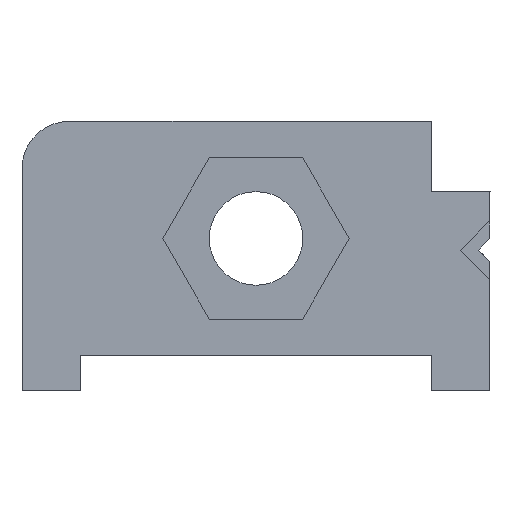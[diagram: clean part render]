
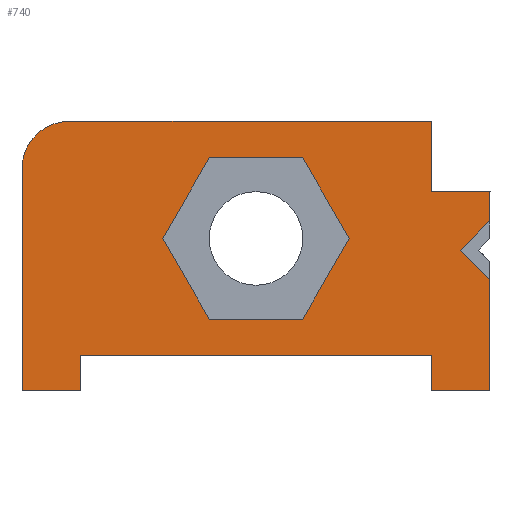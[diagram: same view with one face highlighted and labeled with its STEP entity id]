
A CAD part, left-side view. The second image highlights one B-rep face of the part: STEP entity #740.
In plain terms, the highlighted planar face has unit normal (-1, 0, 0).
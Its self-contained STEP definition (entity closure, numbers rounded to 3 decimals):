
#22=FACE_BOUND('',#69,.T.);
#27=FACE_OUTER_BOUND('',#68,.T.);
#68=EDGE_LOOP('',(#509,#510,#511,#512,#513,#514,#515,#516,#517,#518,#519,
#520,#521,#522));
#69=EDGE_LOOP('',(#523,#524,#525,#526,#527,#528));
#111=CIRCLE('',#797,2.);
#134=LINE('',#1081,#230);
#136=LINE('',#1085,#232);
#137=LINE('',#1087,#233);
#138=LINE('',#1089,#234);
#139=LINE('',#1091,#235);
#140=LINE('',#1093,#236);
#141=LINE('',#1095,#237);
#142=LINE('',#1097,#238);
#143=LINE('',#1101,#239);
#144=LINE('',#1103,#240);
#145=LINE('',#1105,#241);
#146=LINE('',#1107,#242);
#147=LINE('',#1108,#243);
#148=LINE('',#1111,#244);
#149=LINE('',#1113,#245);
#150=LINE('',#1115,#246);
#151=LINE('',#1117,#247);
#152=LINE('',#1119,#248);
#153=LINE('',#1120,#249);
#230=VECTOR('',#868,10.);
#232=VECTOR('',#872,10.);
#233=VECTOR('',#873,10.);
#234=VECTOR('',#874,10.);
#235=VECTOR('',#875,10.);
#236=VECTOR('',#876,10.);
#237=VECTOR('',#877,10.);
#238=VECTOR('',#878,10.);
#239=VECTOR('',#881,10.);
#240=VECTOR('',#882,10.);
#241=VECTOR('',#883,10.);
#242=VECTOR('',#884,10.);
#243=VECTOR('',#885,10.);
#244=VECTOR('',#886,10.);
#245=VECTOR('',#887,10.);
#246=VECTOR('',#888,10.);
#247=VECTOR('',#889,10.);
#248=VECTOR('',#890,10.);
#249=VECTOR('',#891,10.);
#327=VERTEX_POINT('',#1078);
#328=VERTEX_POINT('',#1080);
#329=VERTEX_POINT('',#1084);
#330=VERTEX_POINT('',#1086);
#331=VERTEX_POINT('',#1088);
#332=VERTEX_POINT('',#1090);
#333=VERTEX_POINT('',#1092);
#334=VERTEX_POINT('',#1094);
#335=VERTEX_POINT('',#1096);
#336=VERTEX_POINT('',#1098);
#337=VERTEX_POINT('',#1100);
#338=VERTEX_POINT('',#1102);
#339=VERTEX_POINT('',#1104);
#340=VERTEX_POINT('',#1106);
#341=VERTEX_POINT('',#1109);
#342=VERTEX_POINT('',#1110);
#343=VERTEX_POINT('',#1112);
#344=VERTEX_POINT('',#1114);
#345=VERTEX_POINT('',#1116);
#346=VERTEX_POINT('',#1118);
#399=EDGE_CURVE('',#328,#327,#134,.T.);
#401=EDGE_CURVE('',#329,#327,#136,.T.);
#402=EDGE_CURVE('',#330,#329,#137,.T.);
#403=EDGE_CURVE('',#330,#331,#138,.T.);
#404=EDGE_CURVE('',#332,#331,#139,.T.);
#405=EDGE_CURVE('',#332,#333,#140,.T.);
#406=EDGE_CURVE('',#333,#334,#141,.T.);
#407=EDGE_CURVE('',#334,#335,#142,.T.);
#408=EDGE_CURVE('',#336,#335,#111,.T.);
#409=EDGE_CURVE('',#337,#336,#143,.T.);
#410=EDGE_CURVE('',#338,#337,#144,.T.);
#411=EDGE_CURVE('',#339,#338,#145,.T.);
#412=EDGE_CURVE('',#339,#340,#146,.T.);
#413=EDGE_CURVE('',#328,#340,#147,.T.);
#414=EDGE_CURVE('',#341,#342,#148,.T.);
#415=EDGE_CURVE('',#342,#343,#149,.T.);
#416=EDGE_CURVE('',#343,#344,#150,.T.);
#417=EDGE_CURVE('',#344,#345,#151,.T.);
#418=EDGE_CURVE('',#345,#346,#152,.T.);
#419=EDGE_CURVE('',#346,#341,#153,.T.);
#509=ORIENTED_EDGE('',*,*,#399,.T.);
#510=ORIENTED_EDGE('',*,*,#401,.F.);
#511=ORIENTED_EDGE('',*,*,#402,.F.);
#512=ORIENTED_EDGE('',*,*,#403,.T.);
#513=ORIENTED_EDGE('',*,*,#404,.F.);
#514=ORIENTED_EDGE('',*,*,#405,.T.);
#515=ORIENTED_EDGE('',*,*,#406,.T.);
#516=ORIENTED_EDGE('',*,*,#407,.T.);
#517=ORIENTED_EDGE('',*,*,#408,.F.);
#518=ORIENTED_EDGE('',*,*,#409,.F.);
#519=ORIENTED_EDGE('',*,*,#410,.F.);
#520=ORIENTED_EDGE('',*,*,#411,.F.);
#521=ORIENTED_EDGE('',*,*,#412,.T.);
#522=ORIENTED_EDGE('',*,*,#413,.F.);
#523=ORIENTED_EDGE('',*,*,#414,.T.);
#524=ORIENTED_EDGE('',*,*,#415,.T.);
#525=ORIENTED_EDGE('',*,*,#416,.T.);
#526=ORIENTED_EDGE('',*,*,#417,.T.);
#527=ORIENTED_EDGE('',*,*,#418,.T.);
#528=ORIENTED_EDGE('',*,*,#419,.T.);
#705=PLANE('',#796);
#740=ADVANCED_FACE('',(#27,#22),#705,.T.);
#796=AXIS2_PLACEMENT_3D('',#1083,#870,#871);
#797=AXIS2_PLACEMENT_3D('',#1099,#879,#880);
#868=DIRECTION('',(0.,-1.,0.));
#870=DIRECTION('center_axis',(-1.,0.,0.));
#871=DIRECTION('ref_axis',(0.,0.,-1.));
#872=DIRECTION('',(0.,0.,-1.));
#873=DIRECTION('',(0.,-0.707,-0.707));
#874=DIRECTION('',(0.,-0.707,0.707));
#875=DIRECTION('',(0.,0.,-1.));
#876=DIRECTION('',(0.,1.,0.));
#877=DIRECTION('',(0.,0.,1.));
#878=DIRECTION('',(0.,1.,0.));
#879=DIRECTION('center_axis',(1.,0.,0.));
#880=DIRECTION('ref_axis',(0.,0.707,0.707));
#881=DIRECTION('',(0.,0.,1.));
#882=DIRECTION('',(0.,1.,0.));
#883=DIRECTION('',(0.,0.,-1.));
#884=DIRECTION('',(0.,-1.,0.));
#885=DIRECTION('',(0.,0.,1.));
#886=DIRECTION('',(0.,0.5,-0.866));
#887=DIRECTION('',(0.,1.,0.));
#888=DIRECTION('',(0.,0.5,0.866));
#889=DIRECTION('',(0.,-0.5,0.866));
#890=DIRECTION('',(0.,-1.,0.));
#891=DIRECTION('',(0.,-0.5,-0.866));
#1078=CARTESIAN_POINT('',(-115.154,7.592,40.847));
#1080=CARTESIAN_POINT('',(-115.154,10.092,40.847));
#1081=CARTESIAN_POINT('',(-115.154,15.717,40.847));
#1083=CARTESIAN_POINT('Origin',(-115.154,22.592,51.847));
#1084=CARTESIAN_POINT('',(-115.154,7.592,45.597));
#1085=CARTESIAN_POINT('',(-115.154,7.592,52.347));
#1086=CARTESIAN_POINT('',(-115.154,8.842,46.847));
#1087=CARTESIAN_POINT('',(-115.154,12.904,50.909));
#1088=CARTESIAN_POINT('',(-115.154,7.592,48.097));
#1089=CARTESIAN_POINT('',(-115.154,11.029,44.659));
#1090=CARTESIAN_POINT('',(-115.154,7.592,49.347));
#1091=CARTESIAN_POINT('',(-115.154,7.592,64.347));
#1092=CARTESIAN_POINT('',(-115.154,10.092,49.347));
#1093=CARTESIAN_POINT('',(-115.154,15.092,49.347));
#1094=CARTESIAN_POINT('',(-115.154,10.092,52.347));
#1095=CARTESIAN_POINT('',(-115.154,10.092,48.222));
#1096=CARTESIAN_POINT('',(-115.154,25.592,52.347));
#1097=CARTESIAN_POINT('',(-115.154,15.092,52.347));
#1098=CARTESIAN_POINT('',(-115.154,27.592,50.347));
#1099=CARTESIAN_POINT('Origin',(-115.154,25.592,50.347));
#1100=CARTESIAN_POINT('',(-115.154,27.592,40.847));
#1101=CARTESIAN_POINT('',(-115.154,27.592,42.347));
#1102=CARTESIAN_POINT('',(-115.154,25.092,40.847));
#1103=CARTESIAN_POINT('',(-115.154,24.217,40.847));
#1104=CARTESIAN_POINT('',(-115.154,25.092,42.347));
#1105=CARTESIAN_POINT('',(-115.154,25.092,42.347));
#1106=CARTESIAN_POINT('',(-115.154,10.092,42.347));
#1107=CARTESIAN_POINT('',(-115.154,8.842,42.347));
#1108=CARTESIAN_POINT('',(-115.154,10.092,48.222));
#1109=CARTESIAN_POINT('',(-115.154,13.608,47.347));
#1110=CARTESIAN_POINT('',(-115.154,15.6,43.897));
#1111=CARTESIAN_POINT('',(-115.154,14.564,45.692));
#1112=CARTESIAN_POINT('',(-115.154,19.584,43.897));
#1113=CARTESIAN_POINT('',(-115.154,14.096,43.897));
#1114=CARTESIAN_POINT('',(-115.154,21.576,47.347));
#1115=CARTESIAN_POINT('',(-115.154,18.374,41.802));
#1116=CARTESIAN_POINT('',(-115.154,19.584,50.797));
#1117=CARTESIAN_POINT('',(-115.154,21.535,47.417));
#1118=CARTESIAN_POINT('',(-115.154,15.6,50.797));
#1119=CARTESIAN_POINT('',(-115.154,16.088,50.797));
#1120=CARTESIAN_POINT('',(-115.154,13.394,46.977));
